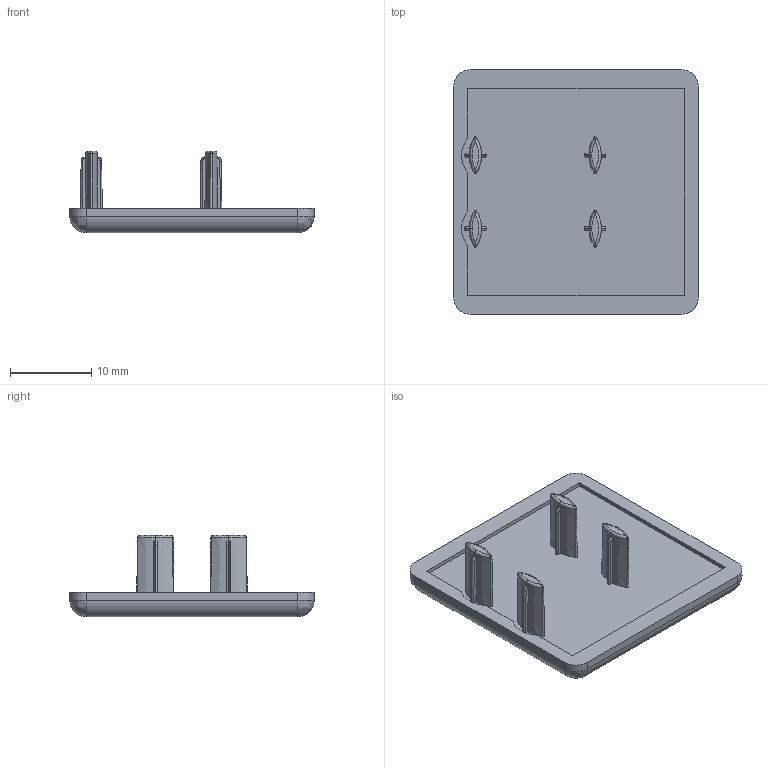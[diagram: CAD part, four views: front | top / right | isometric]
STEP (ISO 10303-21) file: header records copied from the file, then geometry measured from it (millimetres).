
FILE_DESCRIPTION (( 'STEP AP203' ), '1' );
FILE_NAME ('482522346.STEP', '2022-08-30T00:45:05', ( '' ), ( '' ), 'SwSTEP 2.0', 'SolidWorks 2014', '' );
FILE_SCHEMA (( 'CONFIG_CONTROL_DESIGN' ));
Length unit declared in the file: millimetre
Products named in the file (1): 482522346
Bounding box: 30 x 30 x 10 mm (x, y, z)
Volume: 2408.6 mm3; surface area: 2428.2 mm2
Topology: 1 solids, 1 shells, 160 faces, 399 edges, 235 vertices
Faces by surface type: cylinder 50, plane 49, bspline 41, cone 20
Entity records: 7918 total; most frequent: CARTESIAN_POINT 4409, ORIENTED_EDGE 776, DIRECTION 652, EDGE_CURVE 388, AXIS2_PLACEMENT_3D 244, VERTEX_POINT 235, EDGE_LOOP 165, VECTOR 164
